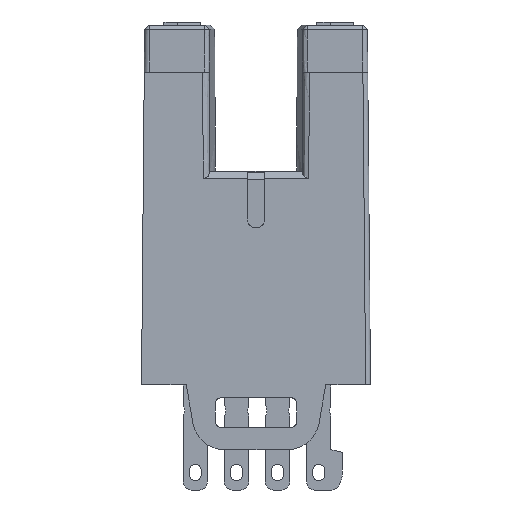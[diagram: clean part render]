
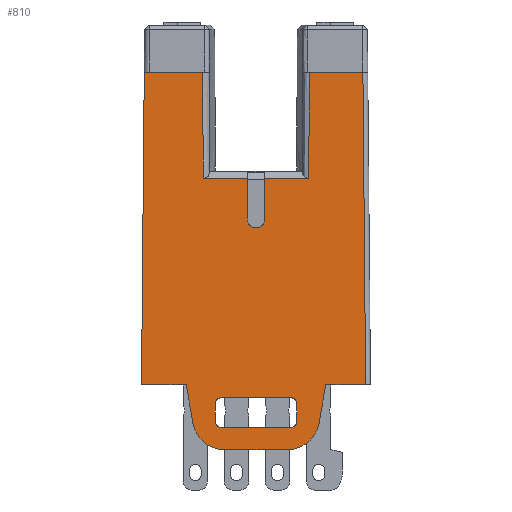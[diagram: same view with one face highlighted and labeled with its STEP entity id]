
A CAD part, left-side view. The second image highlights one B-rep face of the part: STEP entity #810.
In plain terms, the highlighted planar face has unit normal (-1, 0, 0.009).
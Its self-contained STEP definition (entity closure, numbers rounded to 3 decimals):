
#758=ELLIPSE('',#4244,2.,2.);
#759=ELLIPSE('',#4245,2.,2.);
#760=ELLIPSE('',#4246,1544.038,10.779);
#761=ELLIPSE('',#4247,0.55,0.55);
#762=ELLIPSE('',#4248,1544.038,10.779);
#763=ELLIPSE('',#4249,0.3,0.3);
#764=ELLIPSE('',#4250,0.3,0.3);
#765=ELLIPSE('',#4251,0.3,0.3);
#766=ELLIPSE('',#4252,0.3,0.3);
#810=ADVANCED_FACE('',(#1269,#1270),#1007,.T.);
#1007=PLANE('',#4253);
#1269=FACE_BOUND('',#1305,.T.);
#1270=FACE_BOUND('',#1306,.T.);
#1305=EDGE_LOOP('',(#1562,#1563,#1564,#1565,#1566,#1567,#1568,#1569,#1570,
#1571,#1572,#1573,#1574,#1575,#1576,#1577,#1578,#1579));
#1306=EDGE_LOOP('',(#1580,#1581,#1582,#1583,#1584,#1585,#1586,#1587));
#1562=ORIENTED_EDGE('',*,*,#2999,.F.);
#1563=ORIENTED_EDGE('',*,*,#3018,.T.);
#1564=ORIENTED_EDGE('',*,*,#3019,.T.);
#1565=ORIENTED_EDGE('',*,*,#3020,.T.);
#1566=ORIENTED_EDGE('',*,*,#3021,.T.);
#1567=ORIENTED_EDGE('',*,*,#3022,.T.);
#1568=ORIENTED_EDGE('',*,*,#3023,.T.);
#1569=ORIENTED_EDGE('',*,*,#3024,.T.);
#1570=ORIENTED_EDGE('',*,*,#3025,.T.);
#1571=ORIENTED_EDGE('',*,*,#3026,.F.);
#1572=ORIENTED_EDGE('',*,*,#3027,.T.);
#1573=ORIENTED_EDGE('',*,*,#3028,.T.);
#1574=ORIENTED_EDGE('',*,*,#3029,.F.);
#1575=ORIENTED_EDGE('',*,*,#3030,.F.);
#1576=ORIENTED_EDGE('',*,*,#3031,.F.);
#1577=ORIENTED_EDGE('',*,*,#3032,.T.);
#1578=ORIENTED_EDGE('',*,*,#3033,.T.);
#1579=ORIENTED_EDGE('',*,*,#3034,.T.);
#1580=ORIENTED_EDGE('',*,*,#3035,.F.);
#1581=ORIENTED_EDGE('',*,*,#3036,.F.);
#1582=ORIENTED_EDGE('',*,*,#3037,.T.);
#1583=ORIENTED_EDGE('',*,*,#3038,.F.);
#1584=ORIENTED_EDGE('',*,*,#3039,.F.);
#1585=ORIENTED_EDGE('',*,*,#3040,.F.);
#1586=ORIENTED_EDGE('',*,*,#3041,.F.);
#1587=ORIENTED_EDGE('',*,*,#3042,.F.);
#2639=VERTEX_POINT('',#5607);
#2640=VERTEX_POINT('',#5609);
#2658=VERTEX_POINT('',#5677);
#2659=VERTEX_POINT('',#5679);
#2660=VERTEX_POINT('',#5681);
#2661=VERTEX_POINT('',#5683);
#2662=VERTEX_POINT('',#5685);
#2663=VERTEX_POINT('',#5687);
#2664=VERTEX_POINT('',#5689);
#2665=VERTEX_POINT('',#5691);
#2666=VERTEX_POINT('',#5693);
#2667=VERTEX_POINT('',#5695);
#2668=VERTEX_POINT('',#5697);
#2669=VERTEX_POINT('',#5699);
#2670=VERTEX_POINT('',#5701);
#2671=VERTEX_POINT('',#5703);
#2672=VERTEX_POINT('',#5705);
#2673=VERTEX_POINT('',#5707);
#2674=VERTEX_POINT('',#5710);
#2675=VERTEX_POINT('',#5711);
#2676=VERTEX_POINT('',#5713);
#2677=VERTEX_POINT('',#5715);
#2678=VERTEX_POINT('',#5717);
#2679=VERTEX_POINT('',#5719);
#2680=VERTEX_POINT('',#5721);
#2681=VERTEX_POINT('',#5723);
#2999=EDGE_CURVE('',#2639,#2640,#3537,.T.);
#3018=EDGE_CURVE('',#2639,#2658,#3550,.T.);
#3019=EDGE_CURVE('',#2658,#2659,#3551,.T.);
#3020=EDGE_CURVE('',#2659,#2660,#758,.T.);
#3021=EDGE_CURVE('',#2660,#2661,#3552,.T.);
#3022=EDGE_CURVE('',#2661,#2662,#759,.T.);
#3023=EDGE_CURVE('',#2662,#2663,#3553,.T.);
#3024=EDGE_CURVE('',#2663,#2664,#3554,.T.);
#3025=EDGE_CURVE('',#2664,#2665,#3555,.T.);
#3026=EDGE_CURVE('',#2666,#2665,#3556,.T.);
#3027=EDGE_CURVE('',#2666,#2667,#760,.T.);
#3028=EDGE_CURVE('',#2667,#2668,#3557,.T.);
#3029=EDGE_CURVE('',#2669,#2668,#3558,.T.);
#3030=EDGE_CURVE('',#2670,#2669,#761,.T.);
#3031=EDGE_CURVE('',#2671,#2670,#3559,.T.);
#3032=EDGE_CURVE('',#2671,#2672,#3560,.T.);
#3033=EDGE_CURVE('',#2672,#2673,#762,.T.);
#3034=EDGE_CURVE('',#2673,#2640,#3561,.T.);
#3035=EDGE_CURVE('',#2674,#2675,#3562,.T.);
#3036=EDGE_CURVE('',#2676,#2674,#763,.T.);
#3037=EDGE_CURVE('',#2676,#2677,#3563,.T.);
#3038=EDGE_CURVE('',#2678,#2677,#764,.T.);
#3039=EDGE_CURVE('',#2679,#2678,#3564,.T.);
#3040=EDGE_CURVE('',#2680,#2679,#765,.T.);
#3041=EDGE_CURVE('',#2681,#2680,#3565,.T.);
#3042=EDGE_CURVE('',#2675,#2681,#766,.T.);
#3537=LINE('',#5608,#3891);
#3550=LINE('',#5676,#3904);
#3551=LINE('',#5678,#3905);
#3552=LINE('',#5682,#3906);
#3553=LINE('',#5686,#3907);
#3554=LINE('',#5688,#3908);
#3555=LINE('',#5690,#3909);
#3556=LINE('',#5692,#3910);
#3557=LINE('',#5696,#3911);
#3558=LINE('',#5698,#3912);
#3559=LINE('',#5702,#3913);
#3560=LINE('',#5704,#3914);
#3561=LINE('',#5708,#3915);
#3562=LINE('',#5709,#3916);
#3563=LINE('',#5714,#3917);
#3564=LINE('',#5718,#3918);
#3565=LINE('',#5722,#3919);
#3891=VECTOR('',#4581,1.);
#3904=VECTOR('',#4604,1.);
#3905=VECTOR('',#4605,1.);
#3906=VECTOR('',#4608,1.);
#3907=VECTOR('',#4611,1.);
#3908=VECTOR('',#4612,1.);
#3909=VECTOR('',#4613,1.);
#3910=VECTOR('',#4614,1.);
#3911=VECTOR('',#4617,1.);
#3912=VECTOR('',#4618,1.);
#3913=VECTOR('',#4621,1.);
#3914=VECTOR('',#4622,1.);
#3915=VECTOR('',#4625,1.);
#3916=VECTOR('',#4626,1.);
#3917=VECTOR('',#4629,1.);
#3918=VECTOR('',#4632,1.);
#3919=VECTOR('',#4635,1.);
#4244=AXIS2_PLACEMENT_3D('',#5680,#4606,#4607);
#4245=AXIS2_PLACEMENT_3D('',#5684,#4609,#4610);
#4246=AXIS2_PLACEMENT_3D('',#5694,#4615,#4616);
#4247=AXIS2_PLACEMENT_3D('',#5700,#4619,#4620);
#4248=AXIS2_PLACEMENT_3D('',#5706,#4623,#4624);
#4249=AXIS2_PLACEMENT_3D('',#5712,#4627,#4628);
#4250=AXIS2_PLACEMENT_3D('',#5716,#4630,#4631);
#4251=AXIS2_PLACEMENT_3D('',#5720,#4633,#4634);
#4252=AXIS2_PLACEMENT_3D('',#5724,#4636,#4637);
#4253=AXIS2_PLACEMENT_3D('',#5725,#4638,#4639);
#4581=DIRECTION('',(0.009,-0.009,1.));
#4604=DIRECTION('',(0.,-1.,0.));
#4605=DIRECTION('',(-0.009,-0.174,-0.985));
#4606=DIRECTION('',(-1.,0.,0.009));
#4607=DIRECTION('',(0.009,0.,1.));
#4608=DIRECTION('',(0.,-1.,0.));
#4609=DIRECTION('',(-1.,0.,0.009));
#4610=DIRECTION('',(0.009,0.,1.));
#4611=DIRECTION('',(0.009,-0.174,0.985));
#4612=DIRECTION('',(0.,-1.,0.));
#4613=DIRECTION('',(0.009,0.009,1.));
#4614=DIRECTION('',(0.,-1.,0.));
#4615=DIRECTION('',(-1.,0.,0.009));
#4616=DIRECTION('',(-0.009,0.,-1.));
#4617=DIRECTION('',(0.,1.,0.));
#4618=DIRECTION('',(0.009,0.009,1.));
#4619=DIRECTION('',(-1.,0.,0.009));
#4620=DIRECTION('',(-0.009,0.,-1.));
#4621=DIRECTION('',(-0.009,0.009,-1.));
#4622=DIRECTION('',(0.,1.,0.));
#4623=DIRECTION('',(-1.,0.,0.009));
#4624=DIRECTION('',(-0.009,0.,-1.));
#4625=DIRECTION('',(0.,1.,0.));
#4626=DIRECTION('',(0.,-1.,0.));
#4627=DIRECTION('',(-1.,0.,0.009));
#4628=DIRECTION('',(0.009,0.,1.));
#4629=DIRECTION('',(0.009,0.,1.));
#4630=DIRECTION('',(-1.,0.,0.009));
#4631=DIRECTION('',(0.009,0.,1.));
#4632=DIRECTION('',(0.,1.,0.));
#4633=DIRECTION('',(-1.,0.,0.009));
#4634=DIRECTION('',(0.009,0.,1.));
#4635=DIRECTION('',(0.009,0.,1.));
#4636=DIRECTION('',(-1.,0.,0.009));
#4637=DIRECTION('',(0.009,0.,1.));
#4638=DIRECTION('',(-1.,0.,0.009));
#4639=DIRECTION('',(-0.009,0.,-1.));
#5607=CARTESIAN_POINT('',(79.774,120.288,-5.));
#5608=CARTESIAN_POINT('',(79.898,120.164,9.148));
#5609=CARTESIAN_POINT('',(79.943,120.119,14.3));
#5676=CARTESIAN_POINT('',(79.774,103.222,-5.));
#5677=CARTESIAN_POINT('',(79.774,117.526,-5.));
#5678=CARTESIAN_POINT('',(79.775,117.53,-4.973));
#5679=CARTESIAN_POINT('',(79.754,117.112,-7.347));
#5680=CARTESIAN_POINT('',(79.757,115.142,-7.));
#5681=CARTESIAN_POINT('',(79.739,115.142,-9.));
#5682=CARTESIAN_POINT('',(79.739,103.222,-9.));
#5683=CARTESIAN_POINT('',(79.739,111.302,-9.));
#5684=CARTESIAN_POINT('',(79.757,111.302,-7.));
#5685=CARTESIAN_POINT('',(79.754,109.333,-7.347));
#5686=CARTESIAN_POINT('',(79.775,108.914,-4.973));
#5687=CARTESIAN_POINT('',(79.774,108.919,-5.));
#5688=CARTESIAN_POINT('',(79.774,103.222,-5.));
#5689=CARTESIAN_POINT('',(79.774,106.457,-5.));
#5690=CARTESIAN_POINT('',(79.896,106.579,8.971));
#5691=CARTESIAN_POINT('',(79.943,106.626,14.3));
#5692=CARTESIAN_POINT('',(79.943,103.222,14.3));
#5693=CARTESIAN_POINT('',(79.943,109.94,14.3));
#5694=CARTESIAN_POINT('',(74.514,100.074,-607.769));
#5695=CARTESIAN_POINT('',(79.886,109.96,7.75));
#5696=CARTESIAN_POINT('',(79.886,103.222,7.75));
#5697=CARTESIAN_POINT('',(79.886,112.694,7.75));
#5698=CARTESIAN_POINT('',(79.896,112.704,8.917));
#5699=CARTESIAN_POINT('',(79.864,112.672,5.25));
#5700=CARTESIAN_POINT('',(79.864,113.222,5.25));
#5701=CARTESIAN_POINT('',(79.864,113.772,5.25));
#5702=CARTESIAN_POINT('',(79.897,113.739,9.092));
#5703=CARTESIAN_POINT('',(79.886,113.751,7.75));
#5704=CARTESIAN_POINT('',(79.886,103.222,7.75));
#5705=CARTESIAN_POINT('',(79.886,116.485,7.75));
#5706=CARTESIAN_POINT('',(74.514,126.371,-607.769));
#5707=CARTESIAN_POINT('',(79.943,116.505,14.3));
#5708=CARTESIAN_POINT('',(79.943,108.611,14.3));
#5709=CARTESIAN_POINT('',(79.752,103.222,-7.6));
#5710=CARTESIAN_POINT('',(79.752,115.423,-7.6));
#5711=CARTESIAN_POINT('',(79.752,111.021,-7.6));
#5712=CARTESIAN_POINT('',(79.754,115.423,-7.3));
#5713=CARTESIAN_POINT('',(79.754,115.723,-7.3));
#5714=CARTESIAN_POINT('',(79.752,115.723,-7.596));
#5715=CARTESIAN_POINT('',(79.765,115.723,-6.1));
#5716=CARTESIAN_POINT('',(79.765,115.423,-6.1));
#5717=CARTESIAN_POINT('',(79.767,115.423,-5.8));
#5718=CARTESIAN_POINT('',(79.767,103.222,-5.8));
#5719=CARTESIAN_POINT('',(79.767,111.021,-5.8));
#5720=CARTESIAN_POINT('',(79.765,111.021,-6.1));
#5721=CARTESIAN_POINT('',(79.765,110.721,-6.1));
#5722=CARTESIAN_POINT('',(79.897,110.721,9.));
#5723=CARTESIAN_POINT('',(79.754,110.721,-7.3));
#5724=CARTESIAN_POINT('',(79.754,111.021,-7.3));
#5725=CARTESIAN_POINT('',(79.897,103.222,9.));
